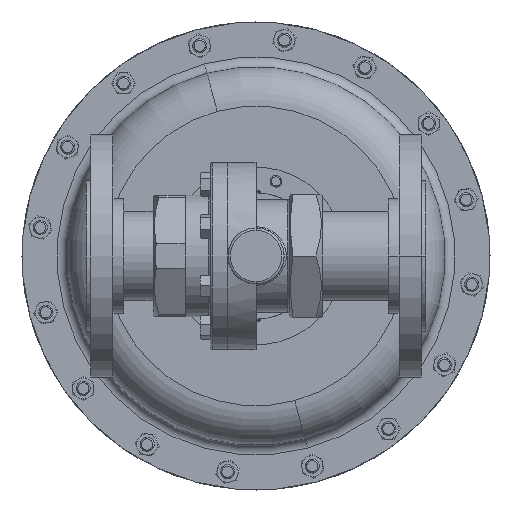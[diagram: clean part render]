
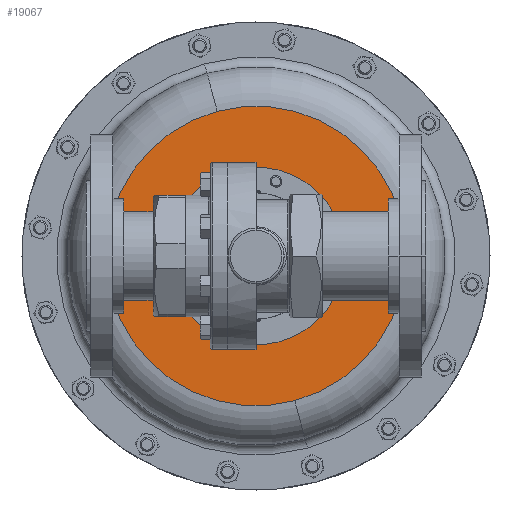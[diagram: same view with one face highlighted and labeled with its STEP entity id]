
A CAD part, front view. The second image highlights one B-rep face of the part: STEP entity #19067.
In plain terms, the highlighted planar face has unit normal (0, -1, 0).
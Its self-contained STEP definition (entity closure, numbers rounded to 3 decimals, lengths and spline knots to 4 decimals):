
#756 = AXIS2_PLACEMENT_3D ( 'NONE', #23623, #2683, #27170 ) ;
#1944 = AXIS2_PLACEMENT_3D ( 'NONE', #13669, #38053, #17196 ) ;
#2547 = VERTEX_POINT ( 'NONE', #23423 ) ;
#2683 = DIRECTION ( 'NONE',  ( 0., 1., 0. ) ) ;
#4112 = EDGE_CURVE ( 'NONE', #2547, #16407, #36853, .T. ) ;
#4913 = EDGE_CURVE ( 'NONE', #40701, #6210, #28059, .T. ) ;
#5662 = CARTESIAN_POINT ( 'NONE',  ( 1.6794, 7.0925, 1.6794 ) ) ;
#5749 = ORIENTED_EDGE ( 'NONE', *, *, #4913, .F. ) ;
#6210 = VERTEX_POINT ( 'NONE', #13330 ) ;
#6678 = EDGE_LOOP ( 'NONE', ( #20542, #5749 ) ) ;
#8049 = DIRECTION ( 'NONE',  ( 0., 1., 0. ) ) ;
#11734 = CARTESIAN_POINT ( 'NONE',  ( 3.8637, 7.0925, 1.0353 ) ) ;
#11964 = CIRCLE ( 'NONE', #756, 2.375 ) ;
#13330 = CARTESIAN_POINT ( 'NONE',  ( -1.0353, 7.0925, 3.8637 ) ) ;
#13669 = CARTESIAN_POINT ( 'NONE',  ( 0., 7.0925, 0. ) ) ;
#14863 = FACE_OUTER_BOUND ( 'NONE', #6678, .T. ) ;
#15369 = DIRECTION ( 'NONE',  ( 0., -1., 0. ) ) ;
#16066 = CARTESIAN_POINT ( 'NONE',  ( 1.0353, 7.0925, -3.8637 ) ) ;
#16407 = VERTEX_POINT ( 'NONE', #5662 ) ;
#17196 = DIRECTION ( 'NONE',  ( -0.259, 0., 0.966 ) ) ;
#18900 = CARTESIAN_POINT ( 'NONE',  ( 0., 7.0925, 0. ) ) ;
#19067 = ADVANCED_FACE ( 'NONE', ( #14863, #24176 ), #36256, .T. ) ;
#19250 = EDGE_LOOP ( 'NONE', ( #34705, #39634 ) ) ;
#20542 = ORIENTED_EDGE ( 'NONE', *, *, #36713, .F. ) ;
#22416 = DIRECTION ( 'NONE',  ( -0.259, 0., 0.966 ) ) ;
#23291 = EDGE_CURVE ( 'NONE', #16407, #2547, #11964, .T. ) ;
#23423 = CARTESIAN_POINT ( 'NONE',  ( -1.6794, 7.0925, -1.6794 ) ) ;
#23623 = CARTESIAN_POINT ( 'NONE',  ( 0., 7.0925, 0. ) ) ;
#24176 = FACE_BOUND ( 'NONE', #19250, .T. ) ;
#27170 = DIRECTION ( 'NONE',  ( 0.707, 0., 0.707 ) ) ;
#28059 = CIRCLE ( 'NONE', #1944, 4. ) ;
#28971 = CARTESIAN_POINT ( 'NONE',  ( 0., 7.0925, 0. ) ) ;
#32449 = DIRECTION ( 'NONE',  ( 0.707, 0., 0.707 ) ) ;
#34003 = AXIS2_PLACEMENT_3D ( 'NONE', #11734, #15369, #39711 ) ;
#34401 = AXIS2_PLACEMENT_3D ( 'NONE', #18900, #43122, #22416 ) ;
#34705 = ORIENTED_EDGE ( 'NONE', *, *, #4112, .T. ) ;
#36256 = PLANE ( 'NONE',  #34003 ) ;
#36713 = EDGE_CURVE ( 'NONE', #6210, #40701, #39387, .T. ) ;
#36853 = CIRCLE ( 'NONE', #44174, 2.375 ) ;
#38053 = DIRECTION ( 'NONE',  ( 0., 1., 0. ) ) ;
#39387 = CIRCLE ( 'NONE', #34401, 4. ) ;
#39634 = ORIENTED_EDGE ( 'NONE', *, *, #23291, .T. ) ;
#39711 = DIRECTION ( 'NONE',  ( 0.259, 0., -0.966 ) ) ;
#40701 = VERTEX_POINT ( 'NONE', #16066 ) ;
#43122 = DIRECTION ( 'NONE',  ( 0., 1., 0. ) ) ;
#44174 = AXIS2_PLACEMENT_3D ( 'NONE', #28971, #8049, #32449 ) ;
